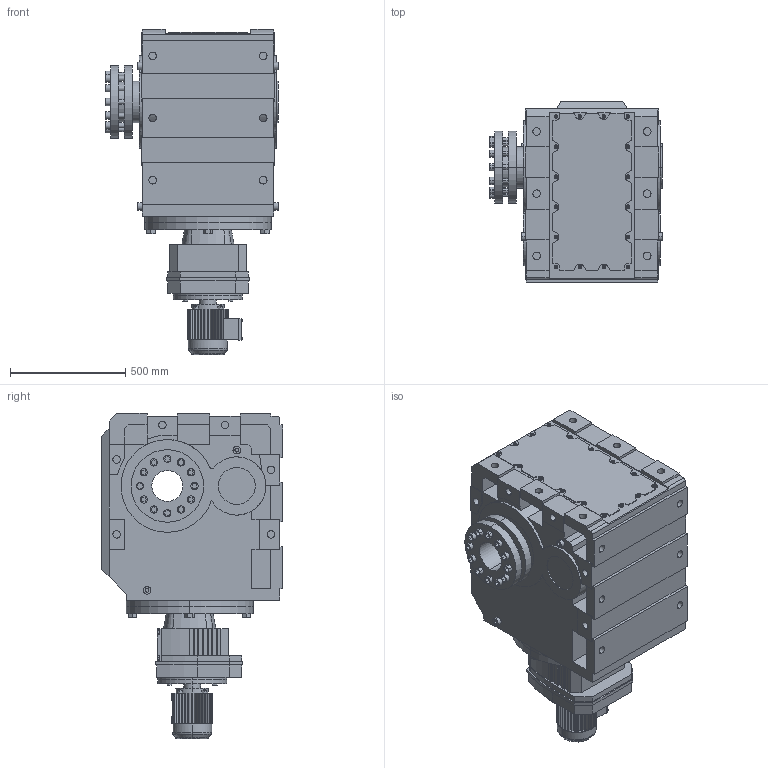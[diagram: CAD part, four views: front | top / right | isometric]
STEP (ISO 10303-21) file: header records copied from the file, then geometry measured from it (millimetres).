
FILE_DESCRIPTION(('Open CASCADE Model'),'2;1');
FILE_NAME('Open CASCADE Shape Model','2019-08-22T17:44:47',('Author'),( 'Open CASCADE'),'Open CASCADE STEP processor 6.3','Open CASCADE 6.3' ,'Unknown');
FILE_SCHEMA(('AUTOMOTIVE_DESIGN_CC2 { 1 2 10303 214 -1 1 5 4 }'));
Length unit declared in the file: millimetre
Products named in the file (5): 1_KH167R97-Y80M-A; K167‵187_167.step; 萇儂_300_Y80M.step; R_167_97.step; 梠攫諾陑粣K_167.step
Assembly tree (4 placements, depth 2):
  1_KH167R97-Y80M-A
    K167‵187_167.step
    萇儂_300_Y80M.step
    R_167_97.step
    梠攫諾陑粣K_167.step
Bounding box: 748.48 x 786 x 1412 mm (x, y, z)
Volume: 378041423.6 mm3; surface area: 6719437.4 mm2
Topology: 4 solids, 4 shells, 1316 faces, 3438 edges, 2253 vertices
Faces by surface type: plane 901, cylinder 401, cone 10, torus 4
Entity records: 85587 total; most frequent: CARTESIAN_POINT 19435, DIRECTION 11565, ORIENTED_EDGE 6876, PCURVE 6876, DEFINITIONAL_REPRESENTATION 6876, LINE 6421, VECTOR 6421, EDGE_CURVE 3438
